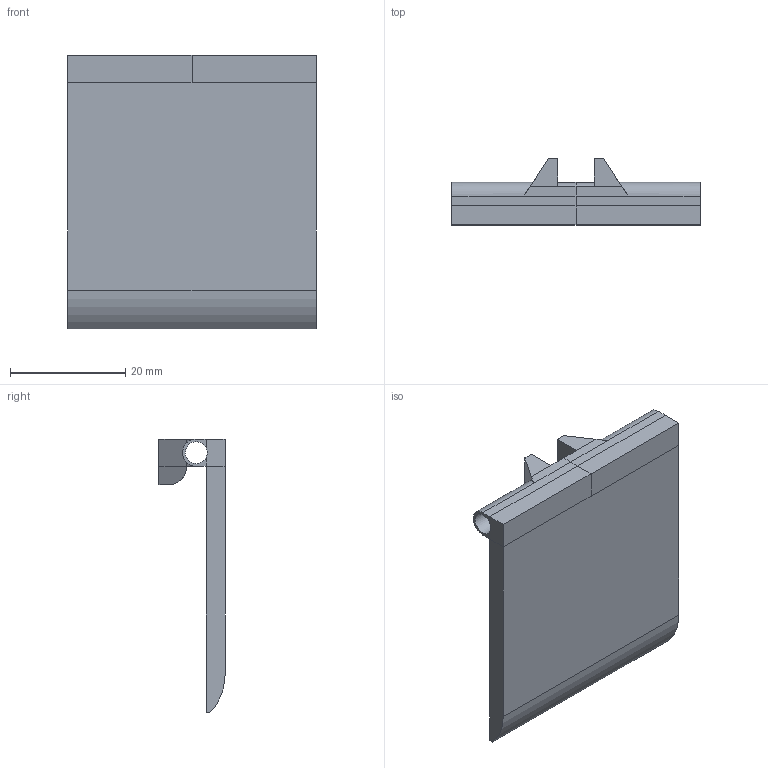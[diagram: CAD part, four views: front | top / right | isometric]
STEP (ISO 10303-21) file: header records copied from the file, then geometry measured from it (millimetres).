
FILE_DESCRIPTION(('FreeCAD Model'),'2;1');
FILE_NAME('Open CASCADE Shape Model','2025-04-14T09:39:46',(''),(''), 'Open CASCADE STEP processor 7.8','FreeCAD','Unknown');
FILE_SCHEMA(('AUTOMOTIVE_DESIGN { 1 0 10303 214 1 1 1 1 }'));
Length unit declared in the file: millimetre
Products named in the file (1): Cube Door
Bounding box: 43.18 x 11.51 x 47.62 mm (x, y, z)
Volume: 7014.7 mm3; surface area: 5635.8 mm2
Topology: 1 solids, 1 shells, 56 faces, 132 edges, 76 vertices
Faces by surface type: plane 48, cylinder 8
Full cylindrical faces by diameter (mm): 3.81 x1
Entity records: 1577 total; most frequent: DIRECTION 269, CARTESIAN_POINT 265, ORIENTED_EDGE 264, EDGE_CURVE 132, LINE 109, VECTOR 109, AXIS2_PLACEMENT_3D 80, VERTEX_POINT 76
